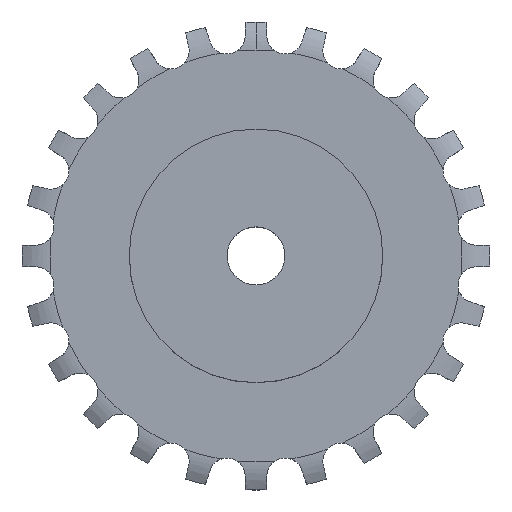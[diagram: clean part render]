
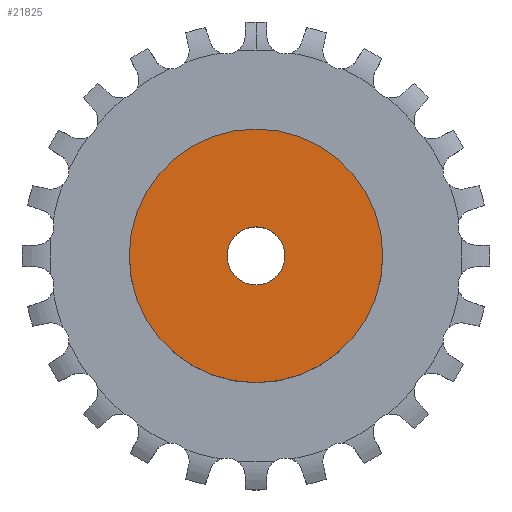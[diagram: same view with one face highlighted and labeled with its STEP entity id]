
A CAD part, top view. The second image highlights one B-rep face of the part: STEP entity #21825.
In plain terms, the highlighted planar face has unit normal (0, 0, 1).
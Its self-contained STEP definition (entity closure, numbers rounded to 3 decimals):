
#6577 = CYLINDRICAL_SURFACE('',#6578,17.5);
#6578 = AXIS2_PLACEMENT_3D('',#6579,#6580,#6581);
#6579 = CARTESIAN_POINT('',(0.,0.,0.));
#6580 = DIRECTION('',(-0.,-0.,-1.));
#6581 = DIRECTION('',(1.,0.,0.));
#17638 = CYLINDRICAL_SURFACE('',#17639,4.);
#17639 = AXIS2_PLACEMENT_3D('',#17640,#17641,#17642);
#17640 = CARTESIAN_POINT('',(0.,0.,93.349));
#17641 = DIRECTION('',(0.,0.,1.));
#17642 = DIRECTION('',(1.,0.,-0.));
#20323 = VERTEX_POINT('',#20324);
#20324 = CARTESIAN_POINT('',(17.5,0.,14.));
#20345 = EDGE_CURVE('',#20323,#20323,#20346,.T.);
#20346 = SURFACE_CURVE('',#20347,(#20352,#20359),.PCURVE_S1.);
#20347 = CIRCLE('',#20348,17.5);
#20348 = AXIS2_PLACEMENT_3D('',#20349,#20350,#20351);
#20349 = CARTESIAN_POINT('',(0.,0.,14.));
#20350 = DIRECTION('',(0.,0.,1.));
#20351 = DIRECTION('',(1.,0.,0.));
#20352 = PCURVE('',#6577,#20353);
#20353 = DEFINITIONAL_REPRESENTATION('',(#20354),#20358);
#20354 = LINE('',#20355,#20356);
#20355 = CARTESIAN_POINT('',(-0.,-14.));
#20356 = VECTOR('',#20357,1.);
#20357 = DIRECTION('',(-1.,0.));
#20358 = ( GEOMETRIC_REPRESENTATION_CONTEXT(2) 
PARAMETRIC_REPRESENTATION_CONTEXT() REPRESENTATION_CONTEXT('2D SPACE',''
  ) );
#20359 = PCURVE('',#20360,#20365);
#20360 = PLANE('',#20361);
#20361 = AXIS2_PLACEMENT_3D('',#20362,#20363,#20364);
#20362 = CARTESIAN_POINT('',(0.,0.,14.));
#20363 = DIRECTION('',(-0.,0.,1.));
#20364 = DIRECTION('',(0.,-1.,0.));
#20365 = DEFINITIONAL_REPRESENTATION('',(#20366),#20370);
#20366 = CIRCLE('',#20367,17.5);
#20367 = AXIS2_PLACEMENT_2D('',#20368,#20369);
#20368 = CARTESIAN_POINT('',(0.,0.));
#20369 = DIRECTION('',(0.,1.));
#20370 = ( GEOMETRIC_REPRESENTATION_CONTEXT(2) 
PARAMETRIC_REPRESENTATION_CONTEXT() REPRESENTATION_CONTEXT('2D SPACE',''
  ) );
#21779 = EDGE_CURVE('',#21780,#21780,#21782,.T.);
#21780 = VERTEX_POINT('',#21781);
#21781 = CARTESIAN_POINT('',(4.,0.,14.));
#21782 = SURFACE_CURVE('',#21783,(#21788,#21795),.PCURVE_S1.);
#21783 = CIRCLE('',#21784,4.);
#21784 = AXIS2_PLACEMENT_3D('',#21785,#21786,#21787);
#21785 = CARTESIAN_POINT('',(0.,0.,14.));
#21786 = DIRECTION('',(0.,0.,1.));
#21787 = DIRECTION('',(1.,0.,-0.));
#21788 = PCURVE('',#17638,#21789);
#21789 = DEFINITIONAL_REPRESENTATION('',(#21790),#21794);
#21790 = LINE('',#21791,#21792);
#21791 = CARTESIAN_POINT('',(0.,-79.349));
#21792 = VECTOR('',#21793,1.);
#21793 = DIRECTION('',(1.,0.));
#21794 = ( GEOMETRIC_REPRESENTATION_CONTEXT(2) 
PARAMETRIC_REPRESENTATION_CONTEXT() REPRESENTATION_CONTEXT('2D SPACE',''
  ) );
#21795 = PCURVE('',#20360,#21796);
#21796 = DEFINITIONAL_REPRESENTATION('',(#21797),#21801);
#21797 = CIRCLE('',#21798,4.);
#21798 = AXIS2_PLACEMENT_2D('',#21799,#21800);
#21799 = CARTESIAN_POINT('',(0.,0.));
#21800 = DIRECTION('',(0.,1.));
#21801 = ( GEOMETRIC_REPRESENTATION_CONTEXT(2) 
PARAMETRIC_REPRESENTATION_CONTEXT() REPRESENTATION_CONTEXT('2D SPACE',''
  ) );
#21825 = ADVANCED_FACE('',(#21826,#21829),#20360,.T.);
#21826 = FACE_BOUND('',#21827,.T.);
#21827 = EDGE_LOOP('',(#21828));
#21828 = ORIENTED_EDGE('',*,*,#20345,.T.);
#21829 = FACE_BOUND('',#21830,.T.);
#21830 = EDGE_LOOP('',(#21831));
#21831 = ORIENTED_EDGE('',*,*,#21779,.F.);
